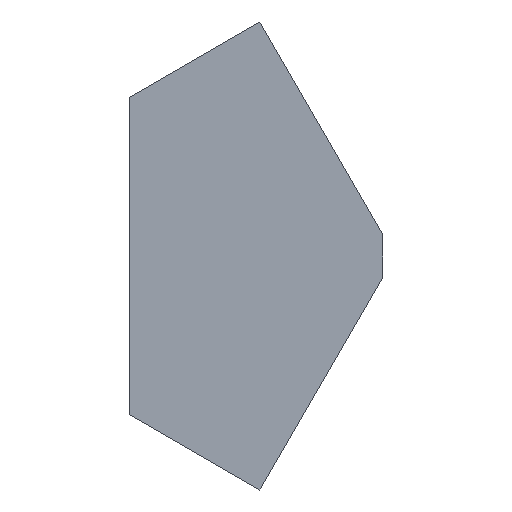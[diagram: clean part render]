
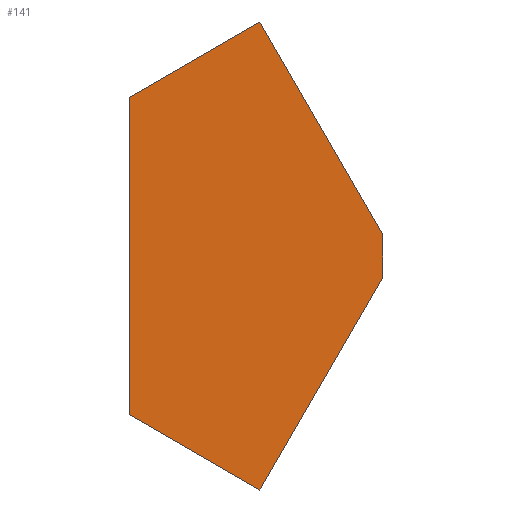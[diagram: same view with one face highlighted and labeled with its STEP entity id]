
A CAD part, front view. The second image highlights one B-rep face of the part: STEP entity #141.
In plain terms, the highlighted planar face has unit normal (0, -1, 0).
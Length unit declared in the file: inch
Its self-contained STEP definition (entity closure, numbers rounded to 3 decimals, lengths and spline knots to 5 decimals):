
#15=FACE_OUTER_BOUND('',#23,.T.);
#23=EDGE_LOOP('',(#97,#98,#99,#100,#101,#102));
#31=LINE('',#205,#49);
#32=LINE('',#207,#50);
#33=LINE('',#209,#51);
#34=LINE('',#211,#52);
#35=LINE('',#213,#53);
#36=LINE('',#214,#54);
#49=VECTOR('',#169,2.);
#50=VECTOR('',#170,11.62917);
#51=VECTOR('',#171,7.1423);
#52=VECTOR('',#172,15.);
#53=VECTOR('',#173,7.1423);
#54=VECTOR('',#174,11.62917);
#67=VERTEX_POINT('',#203);
#68=VERTEX_POINT('',#204);
#69=VERTEX_POINT('',#206);
#70=VERTEX_POINT('',#208);
#71=VERTEX_POINT('',#210);
#72=VERTEX_POINT('',#212);
#79=EDGE_CURVE('',#67,#68,#31,.T.);
#80=EDGE_CURVE('',#69,#68,#32,.T.);
#81=EDGE_CURVE('',#70,#69,#33,.T.);
#82=EDGE_CURVE('',#70,#71,#34,.T.);
#83=EDGE_CURVE('',#72,#71,#35,.T.);
#84=EDGE_CURVE('',#67,#72,#36,.T.);
#97=ORIENTED_EDGE('',*,*,#79,.T.);
#98=ORIENTED_EDGE('',*,*,#80,.F.);
#99=ORIENTED_EDGE('',*,*,#81,.F.);
#100=ORIENTED_EDGE('',*,*,#82,.T.);
#101=ORIENTED_EDGE('',*,*,#83,.F.);
#102=ORIENTED_EDGE('',*,*,#84,.F.);
#133=PLANE('',#157);
#141=ADVANCED_FACE('',(#15),#133,.F.);
#157=AXIS2_PLACEMENT_3D('',#202,#167,#168);
#167=DIRECTION('center_axis',(0.,1.,0.));
#168=DIRECTION('ref_axis',(1.,0.,0.));
#169=DIRECTION('',(0.,0.,1.));
#170=DIRECTION('',(0.5,0.,-0.866));
#171=DIRECTION('',(0.866,0.,0.5));
#172=DIRECTION('',(0.,0.,-1.));
#173=DIRECTION('',(-0.866,0.,0.5));
#174=DIRECTION('',(-0.5,0.,-0.866));
#202=CARTESIAN_POINT('Origin',(0.,0.,0.));
#203=CARTESIAN_POINT('',(2.21133,0.,-1.));
#204=CARTESIAN_POINT('',(2.21133,0.,1.));
#205=CARTESIAN_POINT('',(2.21133,0.,-1.));
#206=CARTESIAN_POINT('',(-3.60326,0.,11.07115));
#207=CARTESIAN_POINT('',(-3.60326,0.,11.07115));
#208=CARTESIAN_POINT('',(-9.78867,0.,7.5));
#209=CARTESIAN_POINT('',(-9.78867,0.,7.5));
#210=CARTESIAN_POINT('',(-9.78867,0.,-7.5));
#211=CARTESIAN_POINT('',(-9.78867,0.,7.5));
#212=CARTESIAN_POINT('',(-3.60326,0.,-11.07115));
#213=CARTESIAN_POINT('',(-3.60326,0.,-11.07115));
#214=CARTESIAN_POINT('',(2.21133,0.,-1.));
